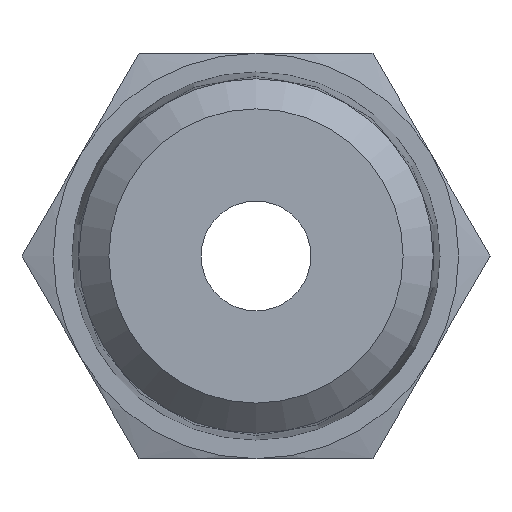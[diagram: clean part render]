
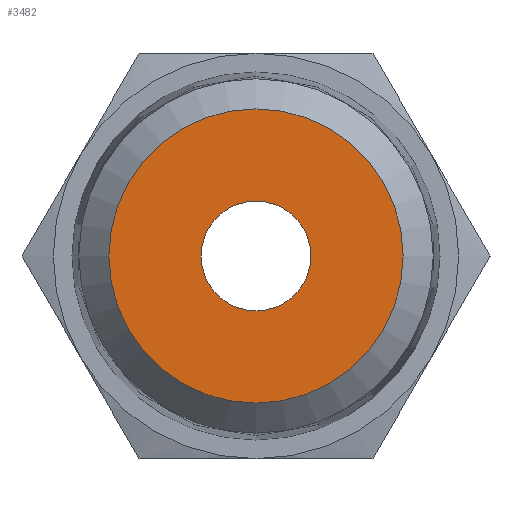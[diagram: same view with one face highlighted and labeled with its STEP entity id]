
A CAD part, left-side view. The second image highlights one B-rep face of the part: STEP entity #3482.
In plain terms, the highlighted planar face has unit normal (-1, 0, 0).
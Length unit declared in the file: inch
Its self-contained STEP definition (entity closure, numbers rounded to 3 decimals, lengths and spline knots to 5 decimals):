
#3191=CARTESIAN_POINT('',(-0.6,-0.1015,0.));
#3192=VERTEX_POINT('',#3191);
#3193=CARTESIAN_POINT('',(-0.6,0.,0.));
#3194=DIRECTION('',(1.0,0.0,0.0));
#3195=DIRECTION('',(0.0,-1.0,0.0));
#3196=AXIS2_PLACEMENT_3D('',#3193,#3194,#3195);
#3197=CIRCLE('',#3196,0.1015);
#3198=EDGE_CURVE('',#3192,#3192,#3197,.T.);
#3436=CARTESIAN_POINT('',(-0.6,0.,0.27225));
#3437=VERTEX_POINT('',#3436);
#3438=CARTESIAN_POINT('',(-0.6,0.,0.));
#3439=DIRECTION('',(1.0,0.0,0.0));
#3440=DIRECTION('',(0.0,0.0,-1.0));
#3441=AXIS2_PLACEMENT_3D('',#3438,#3439,#3440);
#3442=CIRCLE('',#3441,0.27225);
#3443=EDGE_CURVE('',#3437,#3437,#3442,.T.);
#3471=CARTESIAN_POINT('',(-0.6,0.,0.));
#3472=DIRECTION('',(1.0,0.0,0.0));
#3473=DIRECTION('',(0.0,0.0,-1.0));
#3474=AXIS2_PLACEMENT_3D('',#3471,#3472,#3473);
#3475=PLANE('',#3474);
#3476=ORIENTED_EDGE('',*,*,#3443,.F.);
#3477=EDGE_LOOP('',(#3476));
#3478=FACE_OUTER_BOUND('',#3477,.T.);
#3479=ORIENTED_EDGE('',*,*,#3198,.T.);
#3480=EDGE_LOOP('',(#3479));
#3481=FACE_BOUND('',#3480,.T.);
#3482=ADVANCED_FACE('',(#3478,#3481),#3475,.F.);
